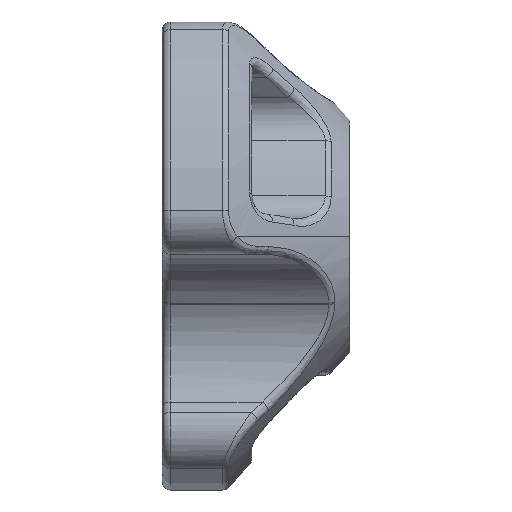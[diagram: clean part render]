
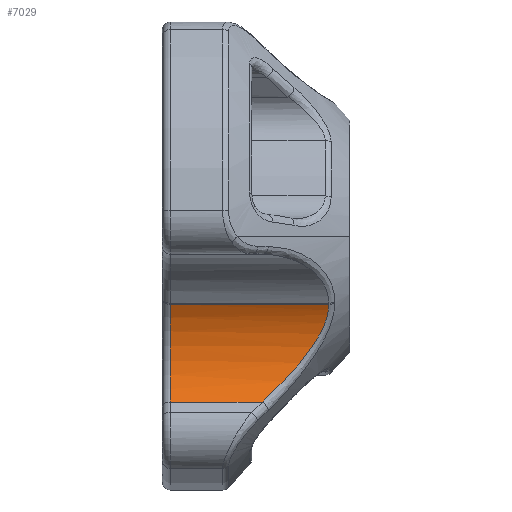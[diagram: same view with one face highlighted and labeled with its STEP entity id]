
A CAD part, front view. The second image highlights one B-rep face of the part: STEP entity #7029.
In plain terms, the highlighted cylindrical face has radius 12.2 mm (diameter 24.4 mm), a partial arc.
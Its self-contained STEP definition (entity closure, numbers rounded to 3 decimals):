
#2465=DIRECTION('',(-1.,0.,0.));
#2466=VECTOR('',#2465,19.884);
#2467=CARTESIAN_POINT('',(20.884,-14.676,
-8.579));
#2468=LINE('',#2467,#2466);
#2478=CARTESIAN_POINT('',(12.531,-14.643,
-20.836));
#2479=CARTESIAN_POINT('',(12.847,-14.479,
-20.551));
#2480=CARTESIAN_POINT('',(13.45,-14.187,
-19.993));
#2481=CARTESIAN_POINT('',(14.254,-13.85,
-19.214));
#2482=CARTESIAN_POINT('',(14.987,-13.587,
-18.474));
#2483=CARTESIAN_POINT('',(15.689,-13.375,
-17.736));
#2484=CARTESIAN_POINT('',(16.37,-13.21,
-16.987));
#2485=CARTESIAN_POINT('',(17.009,-13.096,
-16.25));
#2486=CARTESIAN_POINT('',(17.588,-13.029,
-15.546));
#2487=CARTESIAN_POINT('',(18.083,-13.005,
-14.91));
#2488=CARTESIAN_POINT('',(18.515,-13.011,
-14.324));
#2489=CARTESIAN_POINT('',(18.928,-13.045,
-13.727));
#2490=CARTESIAN_POINT('',(19.327,-13.113,
-13.107));
#2491=CARTESIAN_POINT('',(19.688,-13.212,
-12.49));
#2492=CARTESIAN_POINT('',(20.007,-13.342,
-11.882));
#2493=CARTESIAN_POINT('',(20.287,-13.506,
-11.27));
#2494=CARTESIAN_POINT('',(20.521,-13.705,
-10.656));
#2495=CARTESIAN_POINT('',(20.706,-13.945,
-10.031));
#2496=CARTESIAN_POINT('',(20.843,-14.249,
-9.357));
#2497=CARTESIAN_POINT('',(20.884,-14.521,
-8.845));
#2498=CARTESIAN_POINT('',(20.884,-14.676,
-8.579));
#2500=CARTESIAN_POINT('',(1.,-25.209,-14.736));
#2501=DIRECTION('',(-1.,0.,0.));
#2502=DIRECTION('',(0.,0.863,0.505));
#2503=AXIS2_PLACEMENT_3D('',#2500,#2501,#2502);
#2520=CARTESIAN_POINT('',(12.531,-14.643,
-20.836));
#2530=DIRECTION('',(-1.,0.,0.));
#2531=VECTOR('',#2530,11.531);
#2532=CARTESIAN_POINT('',(12.531,-14.643,
-20.836));
#2533=LINE('',#2532,#2531);
#3470=CARTESIAN_POINT('',(1.,-14.676,-8.579));
#3471=VERTEX_POINT('',#3470);
#3474=CARTESIAN_POINT('',(1.,-14.643,-20.836));
#3475=VERTEX_POINT('',#3474);
#3604=CARTESIAN_POINT('',(20.884,-14.676,
-8.579));
#3606=VERTEX_POINT('',#3604);
#3668=VERTEX_POINT('',#2520);
#7015=CARTESIAN_POINT('',(55.286,-25.209,-14.736));
#7016=DIRECTION('',(-1.,0.,0.));
#7017=DIRECTION('',(0.,0.863,0.505));
#7018=AXIS2_PLACEMENT_3D('',#7015,#7016,#7017);
#7019=CYLINDRICAL_SURFACE('',#7018,12.2);
#7021=ORIENTED_EDGE('',*,*,#7020,.F.);
#7023=ORIENTED_EDGE('',*,*,#7022,.T.);
#7025=ORIENTED_EDGE('',*,*,#7024,.F.);
#7026=ORIENTED_EDGE('',*,*,#7007,.F.);
#7027=EDGE_LOOP('',(#7021,#7023,#7025,#7026));
#7028=FACE_OUTER_BOUND('',#7027,.F.);
#7029=ADVANCED_FACE('',(#7028),#7019,.F.);
#2499=B_SPLINE_CURVE_WITH_KNOTS('',3,(#2478,#2479,#2480,#2481,#2482,#2483,#2484,
#2485,#2486,#2487,#2488,#2489,#2490,#2491,#2492,#2493,#2494,#2495,#2496,#2497,
#2498),.UNSPECIFIED.,.F.,.F.,(4,1,1,1,1,1,1,1,1,1,1,1,1,1,1,1,1,1,4),(0.,
0.056,0.111,0.167,0.222,
0.278,0.333,0.389,0.444,0.5,
0.556,0.611,0.667,0.722,
0.778,0.833,0.889,0.944,1.),
.UNSPECIFIED.);
#2504=CIRCLE('',#2503,12.2);
#7007=EDGE_CURVE('',#3606,#3471,#2468,.T.);
#7020=EDGE_CURVE('',#3668,#3606,#2499,.T.);
#7022=EDGE_CURVE('',#3668,#3475,#2533,.T.);
#7024=EDGE_CURVE('',#3471,#3475,#2504,.T.);
